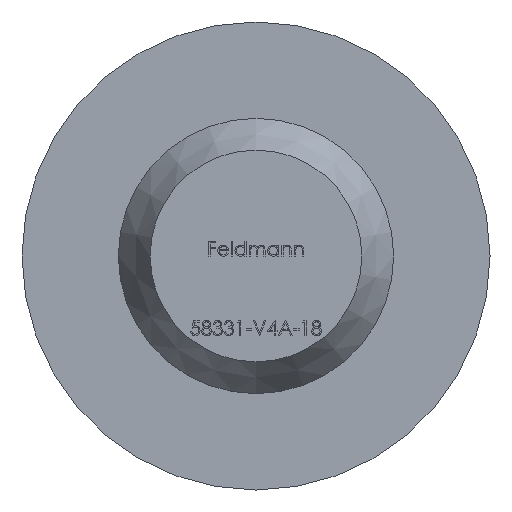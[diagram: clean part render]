
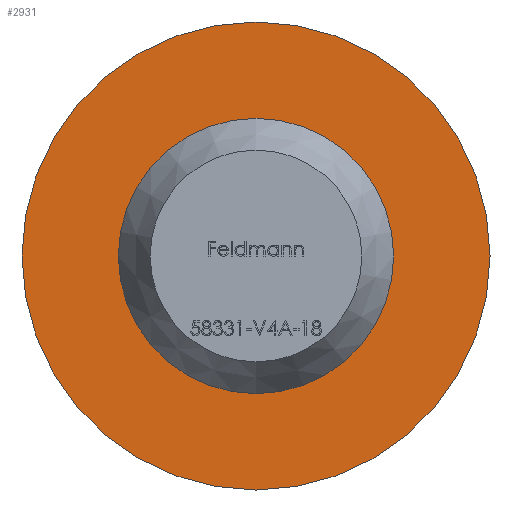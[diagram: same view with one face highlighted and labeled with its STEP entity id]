
A CAD part, front view. The second image highlights one B-rep face of the part: STEP entity #2931.
In plain terms, the highlighted planar face has unit normal (0, -1, 0).
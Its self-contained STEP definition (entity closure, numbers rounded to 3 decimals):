
#1113 = EDGE_LOOP ( 'NONE', ( #5325 ) ) ;
#1482 = VERTEX_POINT ( 'NONE', #13955 ) ;
#1612 = EDGE_CURVE ( 'NONE', #1984, #1984, #7484, .T. ) ;
#1984 = VERTEX_POINT ( 'NONE', #4457 ) ;
#2376 = EDGE_LOOP ( 'NONE', ( #13324 ) ) ;
#2420 = FACE_BOUND ( 'NONE', #2376, .T. ) ;
#2688 = AXIS2_PLACEMENT_3D ( 'NONE', #10811, #7413, #10709 ) ;
#2931 = ADVANCED_FACE ( 'NONE', ( #2420, #12153 ), #3709, .F. ) ;
#3709 = PLANE ( 'NONE',  #2688 ) ;
#4333 = CARTESIAN_POINT ( 'NONE',  ( 0., 0., 0. ) ) ;
#4457 = CARTESIAN_POINT ( 'NONE',  ( 0., 0., 4.25 ) ) ;
#4723 = AXIS2_PLACEMENT_3D ( 'NONE', #4333, #12393, #13572 ) ;
#5325 = ORIENTED_EDGE ( 'NONE', *, *, #1612, .F. ) ;
#6431 = CARTESIAN_POINT ( 'NONE',  ( 0., 0., 0. ) ) ;
#6571 = AXIS2_PLACEMENT_3D ( 'NONE', #6431, #8760, #7542 ) ;
#7413 = DIRECTION ( 'NONE',  ( 0., 1., 0. ) ) ;
#7484 = CIRCLE ( 'NONE', #4723, 4.25 ) ;
#7542 = DIRECTION ( 'NONE',  ( 0., 0., 1. ) ) ;
#8760 = DIRECTION ( 'NONE',  ( 0., -1., 0. ) ) ;
#9330 = CIRCLE ( 'NONE', #6571, 2.5 ) ;
#10709 = DIRECTION ( 'NONE',  ( 0., 0., 1. ) ) ;
#10811 = CARTESIAN_POINT ( 'NONE',  ( 0., 0., 0. ) ) ;
#12153 = FACE_OUTER_BOUND ( 'NONE', #1113, .T. ) ;
#12393 = DIRECTION ( 'NONE',  ( 0., 1., 0. ) ) ;
#12414 = EDGE_CURVE ( 'NONE', #1482, #1482, #9330, .T. ) ;
#13324 = ORIENTED_EDGE ( 'NONE', *, *, #12414, .F. ) ;
#13572 = DIRECTION ( 'NONE',  ( 0., 0., 1. ) ) ;
#13955 = CARTESIAN_POINT ( 'NONE',  ( 0., 0., 2.5 ) ) ;
